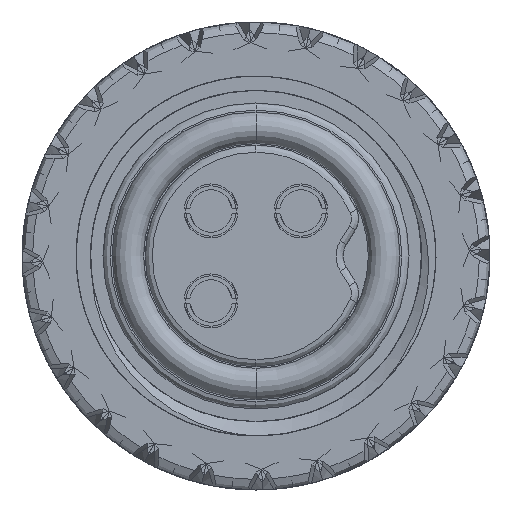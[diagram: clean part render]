
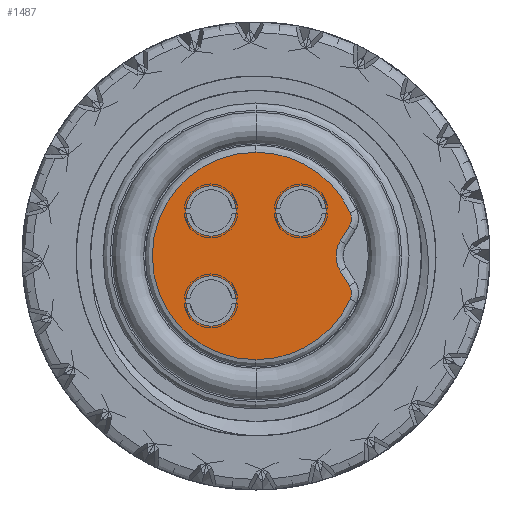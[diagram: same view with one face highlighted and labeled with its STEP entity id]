
A CAD part, left-side view. The second image highlights one B-rep face of the part: STEP entity #1487.
In plain terms, the highlighted planar face has unit normal (-1, 0, 0).
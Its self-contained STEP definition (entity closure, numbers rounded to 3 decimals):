
#514 = DIRECTION ( 'NONE',  ( 0., 0., 1. ) ) ;
#1040 = ORIENTED_EDGE ( 'NONE', *, *, #20993, .F. ) ;
#1487 = ADVANCED_FACE ( 'NONE', ( #48126, #29258, #20843, #28159 ), #30641, .T. ) ;
#1760 = CARTESIAN_POINT ( 'NONE',  ( 0., -0.625, -0.975 ) ) ;
#2112 = ORIENTED_EDGE ( 'NONE', *, *, #73990, .T. ) ;
#2130 = EDGE_CURVE ( 'NONE', #84804, #75225, #66892, .T. ) ;
#2466 = ORIENTED_EDGE ( 'NONE', *, *, #18897, .T. ) ;
#2795 = ORIENTED_EDGE ( 'NONE', *, *, #38631, .T. ) ;
#3607 = DIRECTION ( 'NONE',  ( -1., 0., 0. ) ) ;
#4416 = DIRECTION ( 'NONE',  ( 0., 0., -1. ) ) ;
#8151 = DIRECTION ( 'NONE',  ( 0., 0., -1. ) ) ;
#8432 = DIRECTION ( 'NONE',  ( -1., 0., 0. ) ) ;
#8507 = AXIS2_PLACEMENT_3D ( 'NONE', #48347, #34221, #514 ) ;
#9979 = EDGE_CURVE ( 'NONE', #40444, #84804, #30073, .T. ) ;
#10166 = DIRECTION ( 'NONE',  ( -1., 0., 0. ) ) ;
#11644 = DIRECTION ( 'NONE',  ( 0., 0.522, -0.853 ) ) ;
#12198 = ORIENTED_EDGE ( 'NONE', *, *, #2130, .T. ) ;
#14336 = EDGE_CURVE ( 'NONE', #78062, #16272, #54950, .T. ) ;
#15707 = CIRCLE ( 'NONE', #70713, 0.35 ) ;
#15945 = LINE ( 'NONE', #25408, #76740 ) ;
#16272 = VERTEX_POINT ( 'NONE', #29596 ) ;
#17955 = DIRECTION ( 'NONE',  ( -1., 0., 0. ) ) ;
#18009 = AXIS2_PLACEMENT_3D ( 'NONE', #25436, #38658, #66163 ) ;
#18897 = EDGE_CURVE ( 'NONE', #36395, #55540, #15945, .T. ) ;
#19223 = CARTESIAN_POINT ( 'NONE',  ( 0., 0., 0. ) ) ;
#19834 = DIRECTION ( 'NONE',  ( -1., 0., 0. ) ) ;
#20122 = CARTESIAN_POINT ( 'NONE',  ( 0., -0.625, -0.625 ) ) ;
#20843 = FACE_BOUND ( 'NONE', #63518, .T. ) ;
#20993 = EDGE_CURVE ( 'NONE', #39551, #68482, #15707, .T. ) ;
#21561 = CARTESIAN_POINT ( 'NONE',  ( 0., -0.625, -0.275 ) ) ;
#21764 = CARTESIAN_POINT ( 'NONE',  ( 0., 1.126, 0.519 ) ) ;
#22201 = CARTESIAN_POINT ( 'NONE',  ( 0., 0., -1.44 ) ) ;
#22335 = DIRECTION ( 'NONE',  ( 0., 0., 1. ) ) ;
#22353 = CARTESIAN_POINT ( 'NONE',  ( 0., 1.297, 0.415 ) ) ;
#24219 = EDGE_CURVE ( 'NONE', #16272, #78062, #50032, .T. ) ;
#24892 = LINE ( 'NONE', #26854, #86748 ) ;
#24996 = ORIENTED_EDGE ( 'NONE', *, *, #44171, .F. ) ;
#25393 = DIRECTION ( 'NONE',  ( 0., 0., 1. ) ) ;
#25408 = CARTESIAN_POINT ( 'NONE',  ( 0., 1.297, -0.415 ) ) ;
#25436 = CARTESIAN_POINT ( 'NONE',  ( 0., 1.126, -0.519 ) ) ;
#25452 = VERTEX_POINT ( 'NONE', #29315 ) ;
#25949 = CIRCLE ( 'NONE', #8507, 1.44 ) ;
#26854 = CARTESIAN_POINT ( 'NONE',  ( 0., 1.171, 0.209 ) ) ;
#27255 = CARTESIAN_POINT ( 'NONE',  ( 0., 0.625, -0.625 ) ) ;
#27515 = CARTESIAN_POINT ( 'NONE',  ( 0., -0.625, 0.625 ) ) ;
#28159 = FACE_OUTER_BOUND ( 'NONE', #79427, .T. ) ;
#28711 = AXIS2_PLACEMENT_3D ( 'NONE', #50368, #10166, #57089 ) ;
#28857 = VERTEX_POINT ( 'NONE', #34657 ) ;
#29258 = FACE_BOUND ( 'NONE', #70268, .T. ) ;
#29315 = CARTESIAN_POINT ( 'NONE',  ( 0., 1.308, -0.603 ) ) ;
#29596 = CARTESIAN_POINT ( 'NONE',  ( 0., 0.625, -0.275 ) ) ;
#29984 = EDGE_CURVE ( 'NONE', #28857, #43812, #32646, .T. ) ;
#30072 = CARTESIAN_POINT ( 'NONE',  ( 0., 0., 0. ) ) ;
#30073 = CIRCLE ( 'NONE', #28711, 1.44 ) ;
#30353 = DIRECTION ( 'NONE',  ( -1., 0., 0. ) ) ;
#30641 = PLANE ( 'NONE',  #57945 ) ;
#32243 = DIRECTION ( 'NONE',  ( 0., 0., -1. ) ) ;
#32646 = CIRCLE ( 'NONE', #79700, 0.35 ) ;
#33605 = CIRCLE ( 'NONE', #18009, 0.2 ) ;
#34221 = DIRECTION ( 'NONE',  ( -1., 0., 0. ) ) ;
#34657 = CARTESIAN_POINT ( 'NONE',  ( 0., -0.625, 0.275 ) ) ;
#36212 = CARTESIAN_POINT ( 'NONE',  ( 0., 0.625, -0.975 ) ) ;
#36395 = VERTEX_POINT ( 'NONE', #51625 ) ;
#37091 = DIRECTION ( 'NONE',  ( 0., 0., 1. ) ) ;
#37338 = CARTESIAN_POINT ( 'NONE',  ( 0., -0.625, -0.625 ) ) ;
#37929 = DIRECTION ( 'NONE',  ( 0., 0., 1. ) ) ;
#37999 = DIRECTION ( 'NONE',  ( 0., 0., 1. ) ) ;
#38579 = CARTESIAN_POINT ( 'NONE',  ( 0., -0.625, 0.975 ) ) ;
#38631 = EDGE_CURVE ( 'NONE', #66724, #36395, #67146, .T. ) ;
#38658 = DIRECTION ( 'NONE',  ( -1., 0., 0. ) ) ;
#39551 = VERTEX_POINT ( 'NONE', #1760 ) ;
#40444 = VERTEX_POINT ( 'NONE', #22201 ) ;
#41551 = ORIENTED_EDGE ( 'NONE', *, *, #71619, .T. ) ;
#43325 = CIRCLE ( 'NONE', #47303, 0.2 ) ;
#43812 = VERTEX_POINT ( 'NONE', #38579 ) ;
#44171 = EDGE_CURVE ( 'NONE', #68482, #39551, #55017, .T. ) ;
#44448 = CARTESIAN_POINT ( 'NONE',  ( 0., 1.308, 0.603 ) ) ;
#45360 = DIRECTION ( 'NONE',  ( 0., 0., 1. ) ) ;
#46190 = ORIENTED_EDGE ( 'NONE', *, *, #62742, .T. ) ;
#47020 = ORIENTED_EDGE ( 'NONE', *, *, #74994, .F. ) ;
#47303 = AXIS2_PLACEMENT_3D ( 'NONE', #21764, #68636, #22335 ) ;
#47356 = ORIENTED_EDGE ( 'NONE', *, *, #9979, .T. ) ;
#47793 = CARTESIAN_POINT ( 'NONE',  ( 0., 1.171, 0.209 ) ) ;
#48126 = FACE_BOUND ( 'NONE', #66971, .T. ) ;
#48347 = CARTESIAN_POINT ( 'NONE',  ( 0., 0., 0. ) ) ;
#50032 = CIRCLE ( 'NONE', #72652, 0.35 ) ;
#50057 = CIRCLE ( 'NONE', #70842, 0.35 ) ;
#50368 = CARTESIAN_POINT ( 'NONE',  ( 0., 0., 0. ) ) ;
#51625 = CARTESIAN_POINT ( 'NONE',  ( 0., 1.171, -0.209 ) ) ;
#51648 = ORIENTED_EDGE ( 'NONE', *, *, #81954, .T. ) ;
#51922 = CARTESIAN_POINT ( 'NONE',  ( 0., -0.625, 0.625 ) ) ;
#54633 = AXIS2_PLACEMENT_3D ( 'NONE', #19223, #84853, #45360 ) ;
#54950 = CIRCLE ( 'NONE', #78276, 0.35 ) ;
#55017 = CIRCLE ( 'NONE', #78664, 0.35 ) ;
#55540 = VERTEX_POINT ( 'NONE', #75987 ) ;
#57089 = DIRECTION ( 'NONE',  ( 0., 0., 1. ) ) ;
#57945 = AXIS2_PLACEMENT_3D ( 'NONE', #30072, #30353, #37091 ) ;
#62742 = EDGE_CURVE ( 'NONE', #75225, #69771, #43325, .T. ) ;
#63518 = EDGE_LOOP ( 'NONE', ( #24996, #1040 ) ) ;
#66163 = DIRECTION ( 'NONE',  ( 0., 0., 1. ) ) ;
#66724 = VERTEX_POINT ( 'NONE', #47793 ) ;
#66892 = CIRCLE ( 'NONE', #54633, 1.44 ) ;
#66971 = EDGE_LOOP ( 'NONE', ( #47020, #68782 ) ) ;
#67146 = CIRCLE ( 'NONE', #76591, 0.4 ) ;
#68482 = VERTEX_POINT ( 'NONE', #21561 ) ;
#68636 = DIRECTION ( 'NONE',  ( -1., 0., 0. ) ) ;
#68782 = ORIENTED_EDGE ( 'NONE', *, *, #29984, .F. ) ;
#69771 = VERTEX_POINT ( 'NONE', #22353 ) ;
#70268 = EDGE_LOOP ( 'NONE', ( #84435, #73529 ) ) ;
#70713 = AXIS2_PLACEMENT_3D ( 'NONE', #20122, #19834, #25393 ) ;
#70842 = AXIS2_PLACEMENT_3D ( 'NONE', #27515, #8432, #75488 ) ;
#71619 = EDGE_CURVE ( 'NONE', #55540, #25452, #33605, .T. ) ;
#72348 = DIRECTION ( 'NONE',  ( -1., 0., 0. ) ) ;
#72398 = CARTESIAN_POINT ( 'NONE',  ( 0., 0.625, -0.625 ) ) ;
#72652 = AXIS2_PLACEMENT_3D ( 'NONE', #72398, #17955, #4416 ) ;
#73529 = ORIENTED_EDGE ( 'NONE', *, *, #14336, .F. ) ;
#73990 = EDGE_CURVE ( 'NONE', #25452, #40444, #25949, .T. ) ;
#74994 = EDGE_CURVE ( 'NONE', #43812, #28857, #50057, .T. ) ;
#75209 = DIRECTION ( 'NONE',  ( -1., 0., 0. ) ) ;
#75225 = VERTEX_POINT ( 'NONE', #44448 ) ;
#75488 = DIRECTION ( 'NONE',  ( 0., 0., -1. ) ) ;
#75987 = CARTESIAN_POINT ( 'NONE',  ( 0., 1.297, -0.415 ) ) ;
#76349 = CARTESIAN_POINT ( 'NONE',  ( 0., 1.512, 0. ) ) ;
#76591 = AXIS2_PLACEMENT_3D ( 'NONE', #76349, #83125, #37999 ) ;
#76610 = CARTESIAN_POINT ( 'NONE',  ( 0., 0., 1.44 ) ) ;
#76740 = VECTOR ( 'NONE', #11644, 1000. ) ;
#78062 = VERTEX_POINT ( 'NONE', #36212 ) ;
#78276 = AXIS2_PLACEMENT_3D ( 'NONE', #27255, #75209, #8151 ) ;
#78664 = AXIS2_PLACEMENT_3D ( 'NONE', #37338, #3607, #37929 ) ;
#79427 = EDGE_LOOP ( 'NONE', ( #2112, #47356, #12198, #46190, #51648, #2795, #2466, #41551 ) ) ;
#79700 = AXIS2_PLACEMENT_3D ( 'NONE', #51922, #72348, #32243 ) ;
#80715 = DIRECTION ( 'NONE',  ( 0., -0.522, -0.853 ) ) ;
#81954 = EDGE_CURVE ( 'NONE', #69771, #66724, #24892, .T. ) ;
#83125 = DIRECTION ( 'NONE',  ( 1., 0., 0. ) ) ;
#84435 = ORIENTED_EDGE ( 'NONE', *, *, #24219, .F. ) ;
#84804 = VERTEX_POINT ( 'NONE', #76610 ) ;
#84853 = DIRECTION ( 'NONE',  ( -1., 0., 0. ) ) ;
#86748 = VECTOR ( 'NONE', #80715, 1000. ) ;
